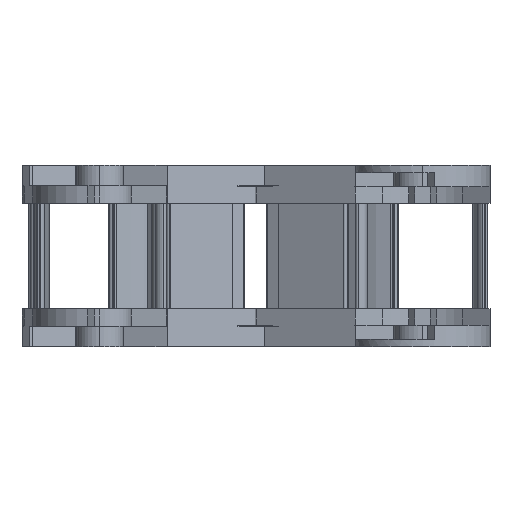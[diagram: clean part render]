
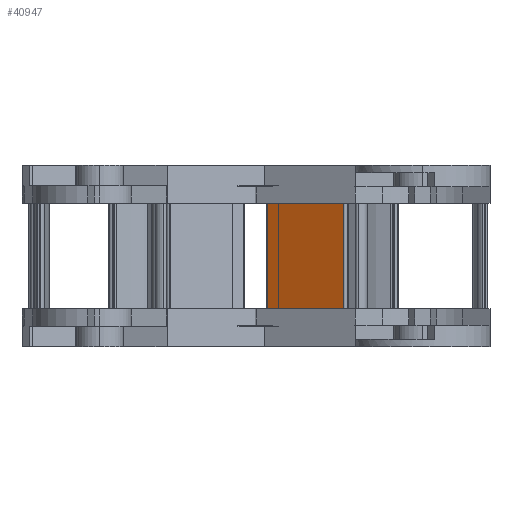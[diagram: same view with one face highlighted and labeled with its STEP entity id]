
A CAD part, left-side view. The second image highlights one B-rep face of the part: STEP entity #40947.
In plain terms, the highlighted planar face has unit normal (-0.875, 0.484, 0).
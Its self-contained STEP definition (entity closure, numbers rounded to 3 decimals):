
#82 = LINE ( 'NONE', #13438, #38044 ) ;
#4626 = VECTOR ( 'NONE', #48976, 1000. ) ;
#6389 = DIRECTION ( 'NONE',  ( 0., 0., 1. ) ) ;
#6551 = EDGE_CURVE ( 'NONE', #11890, #56407, #82, .T. ) ;
#6656 = CARTESIAN_POINT ( 'NONE',  ( 43.917, 13.552, 9. ) ) ;
#9313 = DIRECTION ( 'NONE',  ( 0., 0., -1. ) ) ;
#9334 = VECTOR ( 'NONE', #6389, 1000. ) ;
#10210 = CARTESIAN_POINT ( 'NONE',  ( 51.039, 26.411, -9. ) ) ;
#11890 = VERTEX_POINT ( 'NONE', #86846 ) ;
#13438 = CARTESIAN_POINT ( 'NONE',  ( 39.484, 5.547, 9. ) ) ;
#14165 = LINE ( 'NONE', #62952, #9334 ) ;
#16229 = CARTESIAN_POINT ( 'NONE',  ( 51.039, 26.411, 9. ) ) ;
#18276 = EDGE_CURVE ( 'NONE', #11890, #54338, #87670, .T. ) ;
#18915 = ORIENTED_EDGE ( 'NONE', *, *, #6551, .T. ) ;
#25914 = CARTESIAN_POINT ( 'NONE',  ( 43.917, 13.552, -9. ) ) ;
#31350 = LINE ( 'NONE', #10210, #41928 ) ;
#33248 = VERTEX_POINT ( 'NONE', #57422 ) ;
#33736 = EDGE_LOOP ( 'NONE', ( #51049, #18915, #73286, #50354 ) ) ;
#38044 = VECTOR ( 'NONE', #55303, 1000. ) ;
#40947 = ADVANCED_FACE ( 'NONE', ( #58064 ), #85218, .F. ) ;
#41646 = EDGE_CURVE ( 'NONE', #54338, #33248, #31350, .T. ) ;
#41928 = VECTOR ( 'NONE', #52543, 1000. ) ;
#48976 = DIRECTION ( 'NONE',  ( 0., 0., -1. ) ) ;
#50283 = DIRECTION ( 'NONE',  ( 0.875, -0.484, 0. ) ) ;
#50354 = ORIENTED_EDGE ( 'NONE', *, *, #41646, .F. ) ;
#51049 = ORIENTED_EDGE ( 'NONE', *, *, #18276, .F. ) ;
#52543 = DIRECTION ( 'NONE',  ( 0.484, 0.875, 0. ) ) ;
#54338 = VERTEX_POINT ( 'NONE', #25914 ) ;
#55303 = DIRECTION ( 'NONE',  ( 0.484, 0.875, 0. ) ) ;
#56407 = VERTEX_POINT ( 'NONE', #69281 ) ;
#57422 = CARTESIAN_POINT ( 'NONE',  ( 51.039, 26.411, -9. ) ) ;
#58064 = FACE_OUTER_BOUND ( 'NONE', #33736, .T. ) ;
#58233 = AXIS2_PLACEMENT_3D ( 'NONE', #16229, #50283, #9313 ) ;
#62952 = CARTESIAN_POINT ( 'NONE',  ( 51.039, 26.411, 9. ) ) ;
#69281 = CARTESIAN_POINT ( 'NONE',  ( 51.039, 26.411, 9. ) ) ;
#73286 = ORIENTED_EDGE ( 'NONE', *, *, #75389, .F. ) ;
#75389 = EDGE_CURVE ( 'NONE', #33248, #56407, #14165, .T. ) ;
#85218 = PLANE ( 'NONE',  #58233 ) ;
#86846 = CARTESIAN_POINT ( 'NONE',  ( 43.917, 13.552, 9. ) ) ;
#87670 = LINE ( 'NONE', #6656, #4626 ) ;
